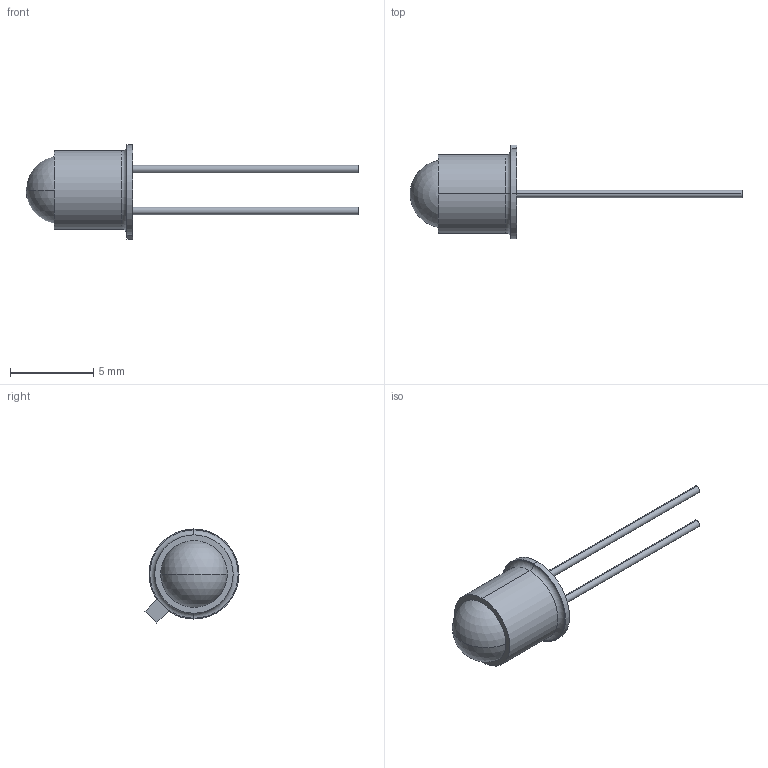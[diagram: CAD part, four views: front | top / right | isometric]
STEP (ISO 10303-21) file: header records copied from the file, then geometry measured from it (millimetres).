
FILE_DESCRIPTION (( 'STEP AP214' ), '1' );
FILE_NAME ('QTN021732-E0W.STEP', '2018-04-16T18:16:03', ( '' ), ( '' ), 'SwSTEP 2.0', 'SolidWorks 2016', '' );
FILE_SCHEMA (( 'AUTOMOTIVE_DESIGN' ));
Length unit declared in the file: millimetre
Products named in the file (1): QTN021732-E0W
Bounding box: 19.9 x 5.64 x 5.64 mm (x, y, z)
Volume: 92.3 mm3; surface area: 238.9 mm2
Topology: 2 solids, 2 shells, 27 faces, 59 edges, 39 vertices
Faces by surface type: cylinder 13, plane 10, torus 2, sphere 2
Entity records: 807 total; most frequent: DIRECTION 142, CARTESIAN_POINT 118, ORIENTED_EDGE 108, AXIS2_PLACEMENT_3D 60, EDGE_CURVE 54, VERTEX_POINT 36, EDGE_LOOP 32, CIRCLE 32
